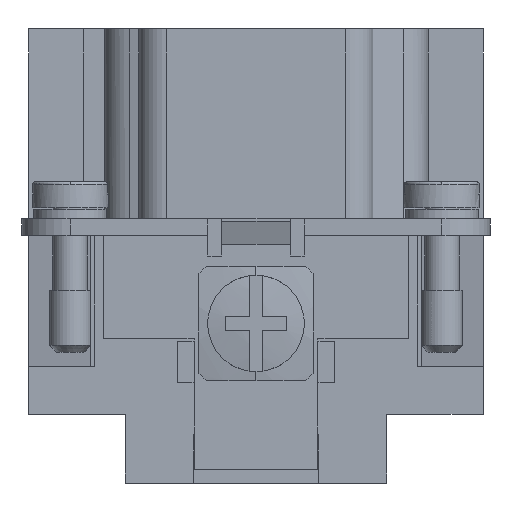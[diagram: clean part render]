
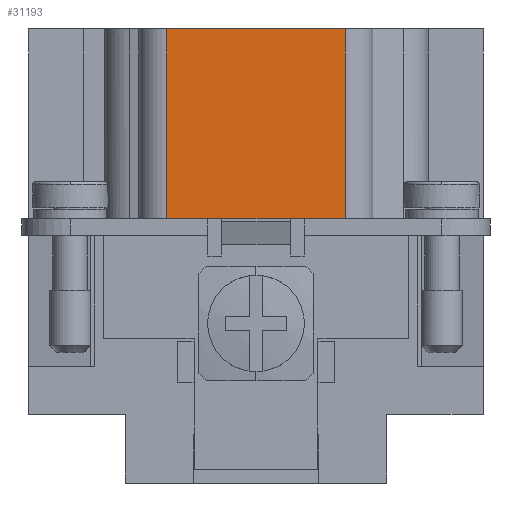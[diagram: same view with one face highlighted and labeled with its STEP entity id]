
A CAD part, left-side view. The second image highlights one B-rep face of the part: STEP entity #31193.
In plain terms, the highlighted planar face has unit normal (-1, 0, 0).
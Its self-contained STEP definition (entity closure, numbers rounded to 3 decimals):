
#28050=CARTESIAN_POINT('',(-41.5,6.5,33.));
#28051=VERTEX_POINT('',#28050);
#28059=CARTESIAN_POINT('',(-41.5,-6.5,33.));
#28060=VERTEX_POINT('',#28059);
#28061=CARTESIAN_POINT('',(-41.5,-6.5,33.));
#28062=DIRECTION('',(0.0,1.0,0.0));
#28063=VECTOR('',#28062,13.0);
#28064=LINE('',#28061,#28063);
#28065=EDGE_CURVE('',#28060,#28051,#28064,.T.);
#30136=CARTESIAN_POINT('',(-41.5,-3.5,19.2));
#30137=VERTEX_POINT('',#30136);
#30144=CARTESIAN_POINT('',(-41.5,3.5,19.2));
#30145=VERTEX_POINT('',#30144);
#30146=CARTESIAN_POINT('',(-41.5,3.5,19.2));
#30147=DIRECTION('',(0.0,-1.0,0.0));
#30148=VECTOR('',#30147,7.0);
#30149=LINE('',#30146,#30148);
#30150=EDGE_CURVE('',#30145,#30137,#30149,.T.);
#31144=CARTESIAN_POINT('',(-41.5,-6.5,19.2));
#31145=VERTEX_POINT('',#31144);
#31146=CARTESIAN_POINT('',(-41.5,-6.5,19.2));
#31147=DIRECTION('',(0.0,0.0,1.0));
#31148=VECTOR('',#31147,13.8);
#31149=LINE('',#31146,#31148);
#31150=EDGE_CURVE('',#31145,#28060,#31149,.T.);
#31163=CARTESIAN_POINT('',(-41.5,-6.5,19.2));
#31164=DIRECTION('',(-1.0,0.0,0.0));
#31165=DIRECTION('',(0.0,0.0,1.0));
#31166=AXIS2_PLACEMENT_3D('',#31163,#31164,#31165);
#31167=PLANE('',#31166);
#31168=ORIENTED_EDGE('',*,*,#28065,.T.);
#31169=CARTESIAN_POINT('',(-41.5,6.5,19.2));
#31170=VERTEX_POINT('',#31169);
#31171=CARTESIAN_POINT('',(-41.5,6.5,19.2));
#31172=DIRECTION('',(0.0,0.0,1.0));
#31173=VECTOR('',#31172,13.8);
#31174=LINE('',#31171,#31173);
#31175=EDGE_CURVE('',#31170,#28051,#31174,.T.);
#31176=ORIENTED_EDGE('',*,*,#31175,.F.);
#31177=CARTESIAN_POINT('',(-41.5,3.5,19.2));
#31178=DIRECTION('',(0.0,1.0,0.0));
#31179=VECTOR('',#31178,3.);
#31180=LINE('',#31177,#31179);
#31181=EDGE_CURVE('',#30145,#31170,#31180,.T.);
#31182=ORIENTED_EDGE('',*,*,#31181,.F.);
#31183=ORIENTED_EDGE('',*,*,#30150,.T.);
#31184=CARTESIAN_POINT('',(-41.5,-6.5,19.2));
#31185=DIRECTION('',(0.0,1.0,0.0));
#31186=VECTOR('',#31185,3.0);
#31187=LINE('',#31184,#31186);
#31188=EDGE_CURVE('',#31145,#30137,#31187,.T.);
#31189=ORIENTED_EDGE('',*,*,#31188,.F.);
#31190=ORIENTED_EDGE('',*,*,#31150,.T.);
#31191=EDGE_LOOP('',(#31168,#31176,#31182,#31183,#31189,#31190));
#31192=FACE_OUTER_BOUND('',#31191,.T.);
#31193=ADVANCED_FACE('',(#31192),#31167,.T.);
